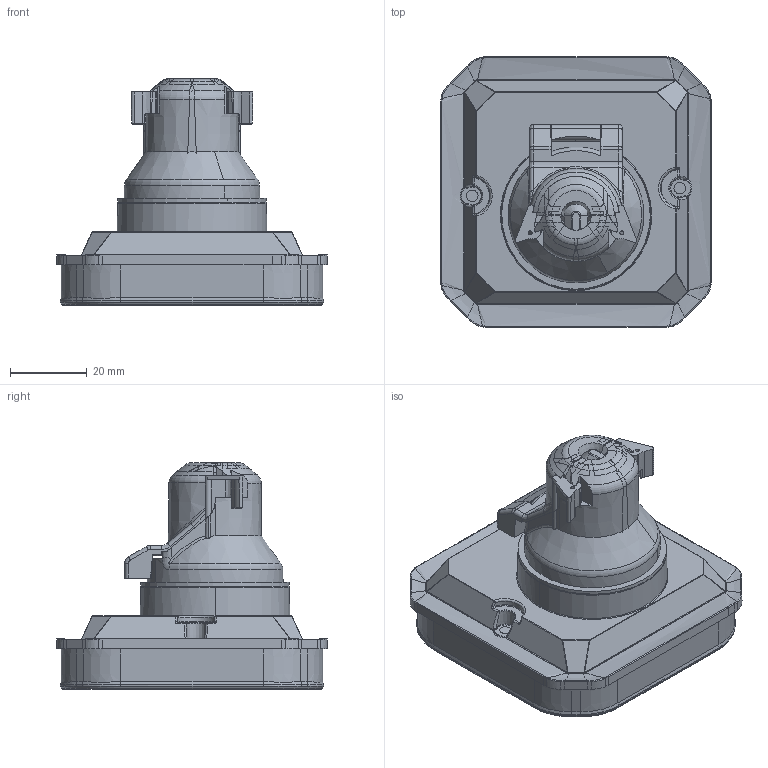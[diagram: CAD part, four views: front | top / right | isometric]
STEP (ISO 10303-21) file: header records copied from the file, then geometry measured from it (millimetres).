
FILE_DESCRIPTION(('CATIA V5 STEP Exchange','CAx-IF Rec.Pracs.--- Model Styling and Organization---1.5--- 2016-08-15','CAx-IF Rec.Pracs.---Supplemental Geometry---1.0---2011-11-01','CAx-IF Rec.Pracs.--- Composite Materials ---1.1---2010-07-15'),'2;1');
FILE_NAME('069581L RJ Engagee.stp','2022-04-01T08:17:09+00:00',('none'),('none'),'CATIA Version 5-6 Release 2020 SP3','CATIA V5 STEP AP214 v2','none');
FILE_SCHEMA(('AUTOMOTIVE_DESIGN { 1 0 10303 214 1 1 1 1 }'));
Products named in the file (1): 069581L
Bounding box: 70.42 x 70.42 x 58.9 mm (x, y, z)
Surface area: 23569.4 mm2 (no closed solid volume)
Topology: 0 solids, 5 shells, 834 faces, 2376 edges, 1517 vertices
Faces by surface type: plane 300, bspline 269, cone 90, cylinder 87, torus 49, extrusion 15, sphere 14, revolution 10
Entity records: 40880 total; most frequent: CARTESIAN_POINT 23496, ORIENTED_EDGE 4505, EDGE_CURVE 2354, DIRECTION 1913, VERTEX_POINT 1517, B_SPLINE_CURVE_WITH_KNOTS 1364, EDGE_LOOP 849, ADVANCED_FACE 834
